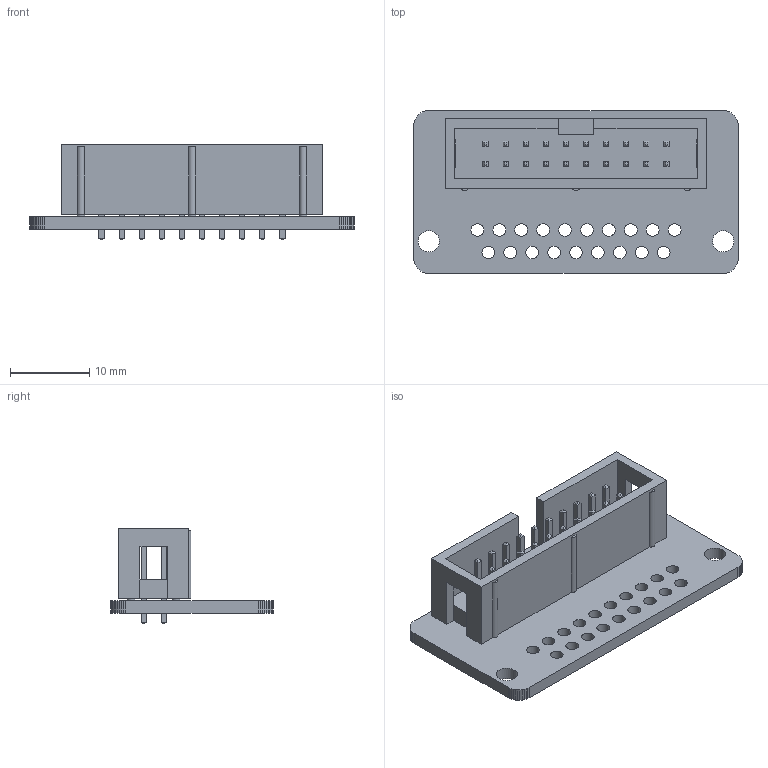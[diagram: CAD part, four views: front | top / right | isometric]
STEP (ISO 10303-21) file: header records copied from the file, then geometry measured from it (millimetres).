
FILE_DESCRIPTION(('KiCad electronic assembly'),'2;1');
FILE_NAME('db19-to-idc20.step','2024-01-28T18:04:27',('Pcbnew'),('Kicad' ),'Open CASCADE STEP processor 7.7','KiCad to STEP converter', 'Unknown');
FILE_SCHEMA(('AUTOMOTIVE_DESIGN { 1 0 10303 214 1 1 1 1 }'));
Length unit declared in the file: millimetre
Products named in the file (4): db19-to-idc20 1; IDC-Header_2x10_P2.54mm_Vertical; IDC_Header_2x10_P254mm_Vertical; db19-to-idc20 PCB
Assembly tree (3 placements, depth 3):
  db19-to-idc20 1
    IDC-Header_2x10_P2.54mm_Vertical
      IDC_Header_2x10_P254mm_Vertical
    db19-to-idc20 PCB
Bounding box: 40.98 x 20.57 x 12.1 mm (x, y, z)
Volume: 2538.6 mm3; surface area: 4200 mm2
Topology: 2 solids, 2 shells, 493 faces, 1187 edges, 740 vertices
Faces by surface type: plane 443, cylinder 50
Full cylindrical faces by diameter (mm): 1 x26, 1.6 x19, 2.7 x2
Entity records: 32720 total; most frequent: CARTESIAN_POINT 5362, DIRECTION 4567, LINE 3349, VECTOR 3349, ORIENTED_EDGE 2374, PCURVE 2374, DEFINITIONAL_REPRESENTATION 2374, EDGE_CURVE 1187
